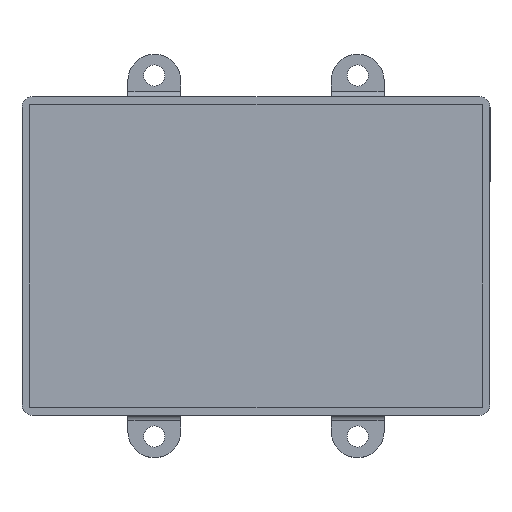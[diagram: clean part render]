
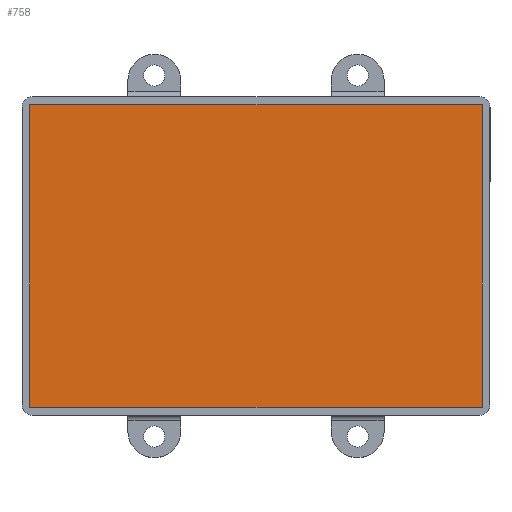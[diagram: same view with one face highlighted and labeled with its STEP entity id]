
A CAD part, top view. The second image highlights one B-rep face of the part: STEP entity #758.
In plain terms, the highlighted face is planar.
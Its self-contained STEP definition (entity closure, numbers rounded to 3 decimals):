
#40=PLANE('',#843);
#75=FACE_OUTER_BOUND('',#122,.T.);
#122=EDGE_LOOP('',(#650,#651,#652,#653));
#195=LINE('',#1259,#271);
#199=LINE('',#1267,#275);
#202=LINE('',#1273,#278);
#205=LINE('',#1278,#281);
#271=VECTOR('',#1023,10.);
#275=VECTOR('',#1029,10.);
#278=VECTOR('',#1034,10.);
#281=VECTOR('',#1039,10.);
#385=VERTEX_POINT('',#1257);
#386=VERTEX_POINT('',#1258);
#389=VERTEX_POINT('',#1266);
#391=VERTEX_POINT('',#1272);
#482=EDGE_CURVE('',#385,#386,#195,.T.);
#486=EDGE_CURVE('',#389,#385,#199,.T.);
#489=EDGE_CURVE('',#386,#391,#202,.T.);
#492=EDGE_CURVE('',#391,#389,#205,.T.);
#650=ORIENTED_EDGE('',*,*,#486,.T.);
#651=ORIENTED_EDGE('',*,*,#482,.T.);
#652=ORIENTED_EDGE('',*,*,#489,.T.);
#653=ORIENTED_EDGE('',*,*,#492,.T.);
#758=ADVANCED_FACE('',(#75),#40,.T.);
#843=AXIS2_PLACEMENT_3D('',#1283,#1045,#1046);
#1023=DIRECTION('',(1.,0.,0.));
#1029=DIRECTION('',(0.,1.,0.));
#1034=DIRECTION('',(0.,-1.,0.));
#1039=DIRECTION('',(-1.,0.,0.));
#1045=DIRECTION('center_axis',(0.,0.,-1.));
#1046=DIRECTION('ref_axis',(1.,0.,0.));
#1257=CARTESIAN_POINT('',(-76.16,29.595,-7.76));
#1258=CARTESIAN_POINT('',(9.24,29.595,-7.76));
#1259=CARTESIAN_POINT('',(-12.11,29.595,-7.76));
#1266=CARTESIAN_POINT('',(-76.16,-27.605,-7.76));
#1267=CARTESIAN_POINT('',(-76.16,15.295,-7.76));
#1272=CARTESIAN_POINT('',(9.24,-27.605,-7.76));
#1273=CARTESIAN_POINT('',(9.24,-13.305,-7.76));
#1278=CARTESIAN_POINT('',(-54.81,-27.605,-7.76));
#1283=CARTESIAN_POINT('Origin',(-33.46,0.995,-7.76));
